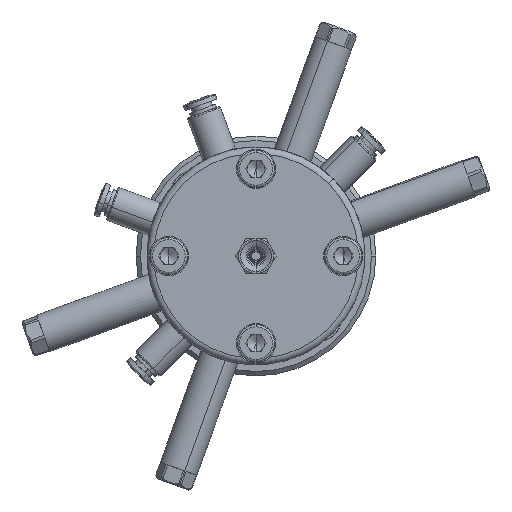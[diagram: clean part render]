
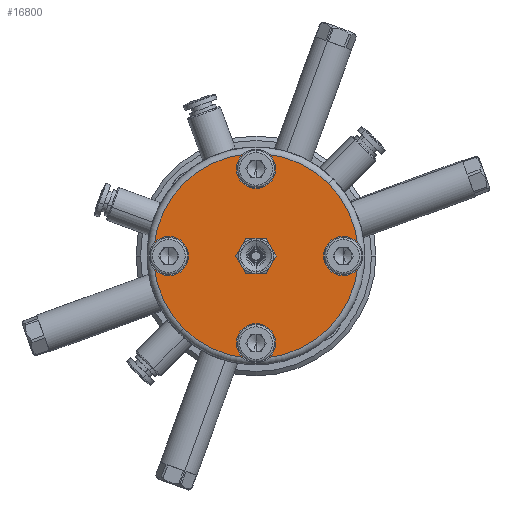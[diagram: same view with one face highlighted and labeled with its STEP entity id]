
A CAD part, front view. The second image highlights one B-rep face of the part: STEP entity #16800.
In plain terms, the highlighted planar face has unit normal (0, -1, 0).
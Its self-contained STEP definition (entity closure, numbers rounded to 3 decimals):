
#358 = DIRECTION ( 'NONE',  ( 0., 0., 1. ) ) ;
#368 = EDGE_LOOP ( 'NONE', ( #19951, #21745 ) ) ;
#385 = EDGE_CURVE ( 'NONE', #13672, #15688, #30516, .T. ) ;
#617 = CIRCLE ( 'NONE', #14081, 2.6 ) ;
#1098 = EDGE_CURVE ( 'NONE', #32641, #29352, #24119, .T. ) ;
#1250 = AXIS2_PLACEMENT_3D ( 'NONE', #33128, #10257, #18286 ) ;
#1275 = CARTESIAN_POINT ( 'NONE',  ( -14.142, 0., 14.142 ) ) ;
#1287 = EDGE_CURVE ( 'NONE', #11055, #1670, #31649, .T. ) ;
#1420 = CARTESIAN_POINT ( 'NONE',  ( -14.142, 0., -11.542 ) ) ;
#1636 = CARTESIAN_POINT ( 'NONE',  ( 14.142, 0., -11.542 ) ) ;
#1670 = VERTEX_POINT ( 'NONE', #20821 ) ;
#1709 = VERTEX_POINT ( 'NONE', #1636 ) ;
#1739 = CIRCLE ( 'NONE', #29687, 2.6 ) ;
#1947 = EDGE_CURVE ( 'NONE', #29352, #32641, #10683, .T. ) ;
#2358 = EDGE_LOOP ( 'NONE', ( #25064, #9562 ) ) ;
#2371 = AXIS2_PLACEMENT_3D ( 'NONE', #4272, #9484, #17377 ) ;
#2430 = EDGE_LOOP ( 'NONE', ( #7807, #19143 ) ) ;
#2682 = DIRECTION ( 'NONE',  ( 0., 1., 0. ) ) ;
#2687 = AXIS2_PLACEMENT_3D ( 'NONE', #28015, #12851, #4964 ) ;
#2756 = FACE_BOUND ( 'NONE', #28922, .T. ) ;
#3927 = DIRECTION ( 'NONE',  ( 0., 0., 1. ) ) ;
#4184 = EDGE_CURVE ( 'NONE', #30662, #28995, #12924, .T. ) ;
#4272 = CARTESIAN_POINT ( 'NONE',  ( 0., 0., 0. ) ) ;
#4774 = AXIS2_PLACEMENT_3D ( 'NONE', #1275, #11522, #19240 ) ;
#4962 = CARTESIAN_POINT ( 'NONE',  ( -14.142, 0., 14.142 ) ) ;
#4964 = DIRECTION ( 'NONE',  ( 0., 0., 1. ) ) ;
#4976 = FACE_BOUND ( 'NONE', #2358, .T. ) ;
#4993 = CIRCLE ( 'NONE', #1250, 2.6 ) ;
#5285 = FACE_OUTER_BOUND ( 'NONE', #368, .T. ) ;
#6123 = CARTESIAN_POINT ( 'NONE',  ( 0., 0., 0. ) ) ;
#6391 = ORIENTED_EDGE ( 'NONE', *, *, #9364, .T. ) ;
#6780 = EDGE_LOOP ( 'NONE', ( #29720, #25551 ) ) ;
#7153 = CARTESIAN_POINT ( 'NONE',  ( -14.142, 0., 11.542 ) ) ;
#7807 = ORIENTED_EDGE ( 'NONE', *, *, #32115, .T. ) ;
#8014 = CARTESIAN_POINT ( 'NONE',  ( 14.142, 0., 16.742 ) ) ;
#8525 = CARTESIAN_POINT ( 'NONE',  ( 0., 0., 2.7 ) ) ;
#8627 = DIRECTION ( 'NONE',  ( 0., 0., 1. ) ) ;
#8802 = CARTESIAN_POINT ( 'NONE',  ( 14.142, 0., -14.142 ) ) ;
#9364 = EDGE_CURVE ( 'NONE', #28995, #30662, #617, .T. ) ;
#9413 = CARTESIAN_POINT ( 'NONE',  ( 0., 0., 0. ) ) ;
#9484 = DIRECTION ( 'NONE',  ( 0., -1., 0. ) ) ;
#9562 = ORIENTED_EDGE ( 'NONE', *, *, #385, .T. ) ;
#9568 = DIRECTION ( 'NONE',  ( 0., 1., 0. ) ) ;
#9652 = DIRECTION ( 'NONE',  ( 0., 1., 0. ) ) ;
#10101 = AXIS2_PLACEMENT_3D ( 'NONE', #9413, #9568, #16977 ) ;
#10257 = DIRECTION ( 'NONE',  ( 0., 1., 0. ) ) ;
#10330 = AXIS2_PLACEMENT_3D ( 'NONE', #8802, #28821, #8627 ) ;
#10683 = CIRCLE ( 'NONE', #4774, 2.6 ) ;
#11055 = VERTEX_POINT ( 'NONE', #15189 ) ;
#11413 = VERTEX_POINT ( 'NONE', #29870 ) ;
#11522 = DIRECTION ( 'NONE',  ( 0., 1., 0. ) ) ;
#11570 = CIRCLE ( 'NONE', #29328, 2.6 ) ;
#12851 = DIRECTION ( 'NONE',  ( 0., 1., 0. ) ) ;
#12924 = CIRCLE ( 'NONE', #2687, 2.6 ) ;
#13672 = VERTEX_POINT ( 'NONE', #8525 ) ;
#14081 = AXIS2_PLACEMENT_3D ( 'NONE', #16365, #24100, #358 ) ;
#14172 = EDGE_CURVE ( 'NONE', #11413, #27031, #4993, .T. ) ;
#15189 = CARTESIAN_POINT ( 'NONE',  ( 0., 0., -23.5 ) ) ;
#15688 = VERTEX_POINT ( 'NONE', #22428 ) ;
#16365 = CARTESIAN_POINT ( 'NONE',  ( 14.142, 0., 14.142 ) ) ;
#16382 = DIRECTION ( 'NONE',  ( 0., 0., 1. ) ) ;
#16800 = ADVANCED_FACE ( 'NONE', ( #5285, #4976, #22622, #17896, #2756, #30369 ), #20257, .F. ) ;
#16893 = CIRCLE ( 'NONE', #2371, 23.5 ) ;
#16977 = DIRECTION ( 'NONE',  ( 0., 0., 1. ) ) ;
#17377 = DIRECTION ( 'NONE',  ( 0., 0., 1. ) ) ;
#17896 = FACE_BOUND ( 'NONE', #2430, .T. ) ;
#18286 = DIRECTION ( 'NONE',  ( 0., 0., 1. ) ) ;
#18558 = AXIS2_PLACEMENT_3D ( 'NONE', #25439, #2682, #27771 ) ;
#19143 = ORIENTED_EDGE ( 'NONE', *, *, #20542, .T. ) ;
#19240 = DIRECTION ( 'NONE',  ( 0., 0., 1. ) ) ;
#19951 = ORIENTED_EDGE ( 'NONE', *, *, #24370, .T. ) ;
#20257 = PLANE ( 'NONE',  #29492 ) ;
#20542 = EDGE_CURVE ( 'NONE', #1709, #24665, #26973, .T. ) ;
#20821 = CARTESIAN_POINT ( 'NONE',  ( 0., 0., 23.5 ) ) ;
#21185 = EDGE_LOOP ( 'NONE', ( #25851, #31627 ) ) ;
#21745 = ORIENTED_EDGE ( 'NONE', *, *, #1287, .T. ) ;
#22428 = CARTESIAN_POINT ( 'NONE',  ( 0., 0., -2.7 ) ) ;
#22622 = FACE_BOUND ( 'NONE', #21185, .T. ) ;
#23127 = CARTESIAN_POINT ( 'NONE',  ( 0., 0., 0. ) ) ;
#24052 = ORIENTED_EDGE ( 'NONE', *, *, #4184, .T. ) ;
#24100 = DIRECTION ( 'NONE',  ( 0., 1., 0. ) ) ;
#24119 = CIRCLE ( 'NONE', #28408, 2.6 ) ;
#24298 = CARTESIAN_POINT ( 'NONE',  ( -14.142, 0., -14.142 ) ) ;
#24370 = EDGE_CURVE ( 'NONE', #1670, #11055, #16893, .T. ) ;
#24525 = CIRCLE ( 'NONE', #18558, 2.7 ) ;
#24665 = VERTEX_POINT ( 'NONE', #31171 ) ;
#24789 = EDGE_CURVE ( 'NONE', #15688, #13672, #24525, .T. ) ;
#25064 = ORIENTED_EDGE ( 'NONE', *, *, #24789, .T. ) ;
#25119 = DIRECTION ( 'NONE',  ( 0., 1., 0. ) ) ;
#25439 = CARTESIAN_POINT ( 'NONE',  ( 0., 0., 0. ) ) ;
#25551 = ORIENTED_EDGE ( 'NONE', *, *, #1098, .T. ) ;
#25851 = ORIENTED_EDGE ( 'NONE', *, *, #14172, .T. ) ;
#26277 = AXIS2_PLACEMENT_3D ( 'NONE', #6123, #31853, #16382 ) ;
#26973 = CIRCLE ( 'NONE', #10330, 2.6 ) ;
#26974 = DIRECTION ( 'NONE',  ( 0., 1., 0. ) ) ;
#27031 = VERTEX_POINT ( 'NONE', #1420 ) ;
#27396 = CARTESIAN_POINT ( 'NONE',  ( -14.142, 0., 16.742 ) ) ;
#27631 = CARTESIAN_POINT ( 'NONE',  ( 14.142, 0., -14.142 ) ) ;
#27771 = DIRECTION ( 'NONE',  ( 0., 0., 1. ) ) ;
#27848 = DIRECTION ( 'NONE',  ( 0., 0., 1. ) ) ;
#28015 = CARTESIAN_POINT ( 'NONE',  ( 14.142, 0., 14.142 ) ) ;
#28200 = DIRECTION ( 'NONE',  ( 0., 1., 0. ) ) ;
#28408 = AXIS2_PLACEMENT_3D ( 'NONE', #4962, #9652, #30691 ) ;
#28728 = EDGE_CURVE ( 'NONE', #27031, #11413, #1739, .T. ) ;
#28821 = DIRECTION ( 'NONE',  ( 0., 1., 0. ) ) ;
#28922 = EDGE_LOOP ( 'NONE', ( #6391, #24052 ) ) ;
#28995 = VERTEX_POINT ( 'NONE', #32300 ) ;
#29328 = AXIS2_PLACEMENT_3D ( 'NONE', #27631, #25119, #3927 ) ;
#29352 = VERTEX_POINT ( 'NONE', #7153 ) ;
#29492 = AXIS2_PLACEMENT_3D ( 'NONE', #23127, #28200, #27848 ) ;
#29687 = AXIS2_PLACEMENT_3D ( 'NONE', #24298, #26974, #32168 ) ;
#29720 = ORIENTED_EDGE ( 'NONE', *, *, #1947, .T. ) ;
#29870 = CARTESIAN_POINT ( 'NONE',  ( -14.142, 0., -16.742 ) ) ;
#30369 = FACE_BOUND ( 'NONE', #6780, .T. ) ;
#30516 = CIRCLE ( 'NONE', #10101, 2.7 ) ;
#30662 = VERTEX_POINT ( 'NONE', #8014 ) ;
#30691 = DIRECTION ( 'NONE',  ( 0., 0., 1. ) ) ;
#31171 = CARTESIAN_POINT ( 'NONE',  ( 14.142, 0., -16.742 ) ) ;
#31627 = ORIENTED_EDGE ( 'NONE', *, *, #28728, .T. ) ;
#31649 = CIRCLE ( 'NONE', #26277, 23.5 ) ;
#31853 = DIRECTION ( 'NONE',  ( 0., -1., 0. ) ) ;
#32115 = EDGE_CURVE ( 'NONE', #24665, #1709, #11570, .T. ) ;
#32168 = DIRECTION ( 'NONE',  ( 0., 0., 1. ) ) ;
#32300 = CARTESIAN_POINT ( 'NONE',  ( 14.142, 0., 11.542 ) ) ;
#32641 = VERTEX_POINT ( 'NONE', #27396 ) ;
#33128 = CARTESIAN_POINT ( 'NONE',  ( -14.142, 0., -14.142 ) ) ;
